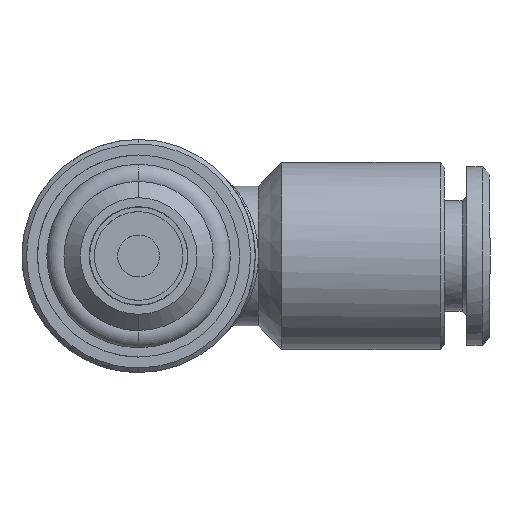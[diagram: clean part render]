
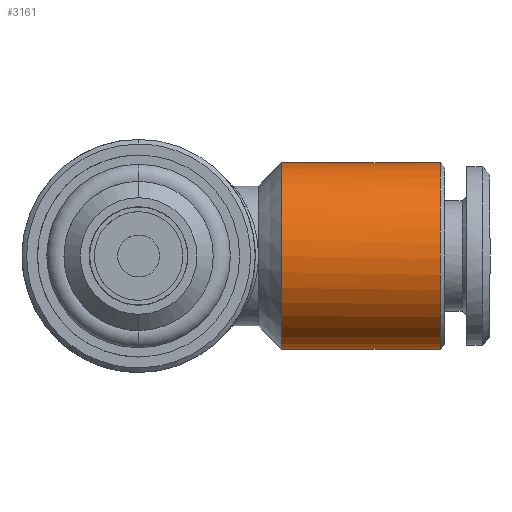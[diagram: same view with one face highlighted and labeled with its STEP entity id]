
A CAD part, front view. The second image highlights one B-rep face of the part: STEP entity #3161.
In plain terms, the highlighted cylindrical face has radius 6 mm (diameter 12 mm), a partial arc.
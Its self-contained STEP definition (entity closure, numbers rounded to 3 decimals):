
#3032=CARTESIAN_POINT('Vertex',(9.2,15.4,6.)) ;
#3039=CARTESIAN_POINT('Vertex',(9.2,15.4,-6.)) ;
#3077=CARTESIAN_POINT('Axis2P3D Location',(9.2,15.4,0.)) ;
#3111=CARTESIAN_POINT('Vertex',(19.4,15.4,6.)) ;
#3113=CARTESIAN_POINT('Vertex',(19.4,15.4,-6.)) ;
#3116=CARTESIAN_POINT('Line Origine',(-5.577,15.4,-6.)) ;
#3121=CARTESIAN_POINT('Line Origine',(-5.577,15.4,6.)) ;
#3133=CARTESIAN_POINT('Axis2P3D Location',(-5.577,15.4,0.)) ;
#3139=CARTESIAN_POINT('Control Point',(19.4,15.4,-6.)) ;
#3140=CARTESIAN_POINT('Control Point',(19.4,14.458,-6.)) ;
#3141=CARTESIAN_POINT('Control Point',(19.4,13.515,-5.815)) ;
#3142=CARTESIAN_POINT('Control Point',(19.4,12.621,-5.445)) ;
#3143=CARTESIAN_POINT('Control Point',(19.4,11.027,-4.373)) ;
#3144=CARTESIAN_POINT('Control Point',(19.4,9.955,-2.779)) ;
#3145=CARTESIAN_POINT('Control Point',(19.4,9.585,-1.885)) ;
#3146=CARTESIAN_POINT('Control Point',(19.4,9.215,0.)) ;
#3147=CARTESIAN_POINT('Control Point',(19.4,9.585,1.885)) ;
#3148=CARTESIAN_POINT('Control Point',(19.4,9.955,2.779)) ;
#3149=CARTESIAN_POINT('Control Point',(19.4,11.027,4.373)) ;
#3150=CARTESIAN_POINT('Control Point',(19.4,12.621,5.445)) ;
#3151=CARTESIAN_POINT('Control Point',(19.4,13.515,5.815)) ;
#3152=CARTESIAN_POINT('Control Point',(19.4,14.458,6.)) ;
#3153=CARTESIAN_POINT('Control Point',(19.4,15.4,6.)) ;
#3078=DIRECTION('Axis2P3D Direction',(1.,0.,0.)) ;
#3117=DIRECTION('Vector Direction',(-1.,0.,0.)) ;
#3122=DIRECTION('Vector Direction',(-1.,0.,0.)) ;
#3134=DIRECTION('Axis2P3D Direction',(-1.,0.,0.)) ;
#3135=DIRECTION('Axis2P3D XDirection',(0.,0.,-1.)) ;
#3079=AXIS2_PLACEMENT_3D('Circle Axis2P3D',#3077,#3078,$) ;
#3136=AXIS2_PLACEMENT_3D('Cylinder Axis2P3D',#3133,#3134,#3135) ;
#3156=ORIENTED_EDGE('',*,*,#3120,.F.) ;
#3157=ORIENTED_EDGE('',*,*,#3154,.T.) ;
#3158=ORIENTED_EDGE('',*,*,#3125,.T.) ;
#3159=ORIENTED_EDGE('',*,*,#3081,.F.) ;
#3118=VECTOR('Line Direction',#3117,1.) ;
#3123=VECTOR('Line Direction',#3122,1.) ;
#3161=ADVANCED_FACE('NONE',(#3160),#3137,.T.) ;
#3138=B_SPLINE_CURVE_WITH_KNOTS('',5,(#3139,#3140,#3141,#3142,#3143,#3144,#3145,#3146,#3147,#3148,#3149,#3150,#3151,#3152,#3153),.UNSPECIFIED.,.F.,.U.,(6,3,3,3,6),(-9.425,-4.712,0.,4.712,9.425),.UNSPECIFIED.) ;
#3080=CIRCLE('generated circle',#3079,6.) ;
#3137=CYLINDRICAL_SURFACE('generated cylinder',#3136,6.) ;
#3081=EDGE_CURVE('',#3040,#3033,#3080,.F.) ;
#3120=EDGE_CURVE('',#3114,#3040,#3119,.T.) ;
#3125=EDGE_CURVE('',#3112,#3033,#3124,.T.) ;
#3154=EDGE_CURVE('',#3114,#3112,#3138,.T.) ;
#3155=EDGE_LOOP('',(#3156,#3157,#3158,#3159)) ;
#3160=FACE_OUTER_BOUND('',#3155,.T.) ;
#3119=LINE('Line',#3116,#3118) ;
#3124=LINE('Line',#3121,#3123) ;
#3033=VERTEX_POINT('',#3032) ;
#3040=VERTEX_POINT('',#3039) ;
#3112=VERTEX_POINT('',#3111) ;
#3114=VERTEX_POINT('',#3113) ;
